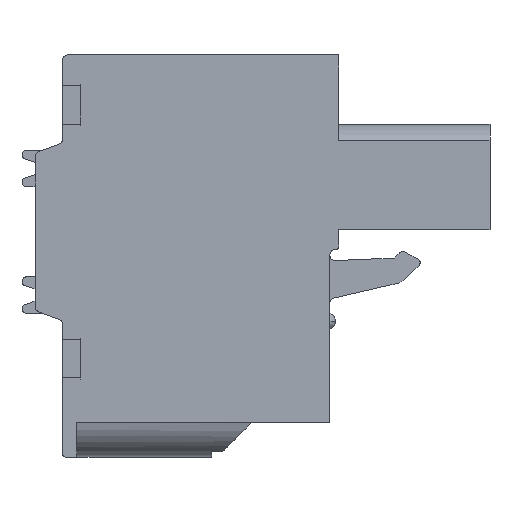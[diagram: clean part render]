
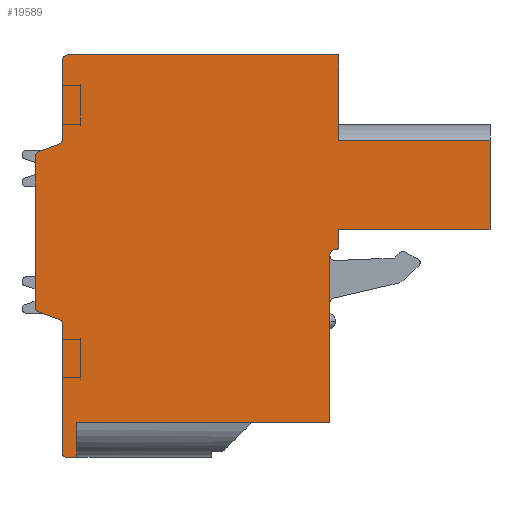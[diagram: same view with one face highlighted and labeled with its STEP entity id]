
A CAD part, front view. The second image highlights one B-rep face of the part: STEP entity #19589.
In plain terms, the highlighted planar face has unit normal (0, -1, 0).
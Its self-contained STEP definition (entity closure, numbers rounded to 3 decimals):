
#1767=DIRECTION('',(0.,0.,1.));
#1768=VECTOR('',#1767,4.7);
#1769=CARTESIAN_POINT('',(4.181,-76.1,6.775));
#1770=LINE('',#1769,#1768);
#1905=DIRECTION('',(-1.,0.,0.));
#1906=VECTOR('',#1905,8.3);
#1907=CARTESIAN_POINT('',(12.481,-76.1,6.775));
#1908=LINE('',#1907,#1906);
#1909=DIRECTION('',(0.,0.,-1.));
#1910=VECTOR('',#1909,4.9);
#1911=CARTESIAN_POINT('',(12.481,-76.1,6.775));
#1912=LINE('',#1911,#1910);
#1913=DIRECTION('',(-1.,0.,0.));
#1914=VECTOR('',#1913,8.3);
#1915=CARTESIAN_POINT('',(12.481,-76.1,1.875));
#1916=LINE('',#1915,#1914);
#1917=DIRECTION('',(0.,0.,-1.));
#1918=VECTOR('',#1917,0.901);
#1919=CARTESIAN_POINT('',(4.181,-76.1,1.875));
#1920=LINE('',#1919,#1918);
#1921=CARTESIAN_POINT('',(3.981,-76.1,0.974));
#1922=DIRECTION('',(0.,1.,0.));
#1923=DIRECTION('',(1.,0.,0.));
#1924=AXIS2_PLACEMENT_3D('',#1921,#1922,#1923);
#1926=CARTESIAN_POINT('',(3.981,-76.1,0.474));
#1927=DIRECTION('',(0.,-1.,0.));
#1928=DIRECTION('',(0.,0.,1.));
#1929=AXIS2_PLACEMENT_3D('',#1926,#1927,#1928);
#1931=DIRECTION('',(-1.,0.,0.));
#1932=VECTOR('',#1931,13.9);
#1933=CARTESIAN_POINT('',(3.681,-76.1,-8.725));
#1934=LINE('',#1933,#1932);
#1935=DIRECTION('',(0.,0.,-1.));
#1936=VECTOR('',#1935,1.9);
#1937=CARTESIAN_POINT('',(-10.219,-76.1,-8.725));
#1938=LINE('',#1937,#1936);
#1939=DIRECTION('',(-1.,0.,0.));
#1940=VECTOR('',#1939,0.6);
#1941=CARTESIAN_POINT('',(-10.219,-76.1,-10.625));
#1942=LINE('',#1941,#1940);
#1943=CARTESIAN_POINT('',(-10.819,-76.1,-10.425));
#1944=DIRECTION('',(0.,1.,0.));
#1945=DIRECTION('',(0.,0.,-1.));
#1946=AXIS2_PLACEMENT_3D('',#1943,#1944,#1945);
#1948=DIRECTION('',(0.,0.,1.));
#1949=VECTOR('',#1948,7.095);
#1950=CARTESIAN_POINT('',(-11.019,-76.1,-10.425));
#1951=LINE('',#1950,#1949);
#1952=CARTESIAN_POINT('',(-11.319,-76.1,-3.33));
#1953=DIRECTION('',(0.,-1.,0.));
#1954=DIRECTION('',(1.,0.,0.));
#1955=AXIS2_PLACEMENT_3D('',#1952,#1953,#1954);
#1957=DIRECTION('',(-0.94,0.,0.342));
#1958=VECTOR('',#1957,1.176);
#1959=CARTESIAN_POINT('',(-11.216,-76.1,-3.048));
#1960=LINE('',#1959,#1958);
#1961=CARTESIAN_POINT('',(-12.219,-76.1,-2.364));
#1962=DIRECTION('',(0.,1.,0.));
#1963=DIRECTION('',(-0.342,0.,-0.94));
#1964=AXIS2_PLACEMENT_3D('',#1961,#1962,#1963);
#1966=DIRECTION('',(0.,0.,1.));
#1967=VECTOR('',#1966,8.238);
#1968=CARTESIAN_POINT('',(-12.519,-76.1,-2.364));
#1969=LINE('',#1968,#1967);
#1970=CARTESIAN_POINT('',(-12.219,-76.1,5.874));
#1971=DIRECTION('',(0.,1.,0.));
#1972=DIRECTION('',(-1.,0.,0.));
#1973=AXIS2_PLACEMENT_3D('',#1970,#1971,#1972);
#1975=DIRECTION('',(0.94,0.,0.342));
#1976=VECTOR('',#1975,1.176);
#1977=CARTESIAN_POINT('',(-12.321,-76.1,6.156));
#1978=LINE('',#1977,#1976);
#1979=CARTESIAN_POINT('',(-11.319,-76.1,6.84));
#1980=DIRECTION('',(0.,-1.,0.));
#1981=DIRECTION('',(0.342,0.,-0.94));
#1982=AXIS2_PLACEMENT_3D('',#1979,#1980,#1981);
#1984=DIRECTION('',(0.,0.,1.));
#1985=VECTOR('',#1984,4.335);
#1986=CARTESIAN_POINT('',(-11.019,-76.1,6.84));
#1987=LINE('',#1986,#1985);
#1988=CARTESIAN_POINT('',(-10.719,-76.1,11.175));
#1989=DIRECTION('',(0.,1.,0.));
#1990=DIRECTION('',(-1.,0.,0.));
#1991=AXIS2_PLACEMENT_3D('',#1988,#1989,#1990);
#1993=DIRECTION('',(1.,0.,0.));
#1994=VECTOR('',#1993,14.9);
#1995=CARTESIAN_POINT('',(-10.719,-76.1,11.475));
#1996=LINE('',#1995,#1994);
#2855=DIRECTION('',(0.,0.,1.));
#2856=VECTOR('',#2855,9.199);
#2857=CARTESIAN_POINT('',(3.681,-76.1,-8.725));
#2858=LINE('',#2857,#2856);
#13949=CARTESIAN_POINT('',(-12.519,-76.1,-2.364));
#13950=CARTESIAN_POINT('',(-12.519,-76.1,5.874));
#13951=VERTEX_POINT('',#13949);
#13952=VERTEX_POINT('',#13950);
#13953=CARTESIAN_POINT('',(-12.321,-76.1,6.156));
#13954=VERTEX_POINT('',#13953);
#13955=CARTESIAN_POINT('',(-11.216,-76.1,6.558));
#13956=VERTEX_POINT('',#13955);
#13957=CARTESIAN_POINT('',(-11.019,-76.1,6.84));
#13958=VERTEX_POINT('',#13957);
#13959=CARTESIAN_POINT('',(-11.019,-76.1,11.175));
#13960=VERTEX_POINT('',#13959);
#13961=CARTESIAN_POINT('',(-10.719,-76.1,11.475));
#13962=VERTEX_POINT('',#13961);
#13963=CARTESIAN_POINT('',(4.181,-76.1,11.475));
#13964=VERTEX_POINT('',#13963);
#13965=CARTESIAN_POINT('',(3.681,-76.1,-8.725));
#13966=CARTESIAN_POINT('',(-10.219,-76.1,-8.725));
#13967=VERTEX_POINT('',#13965);
#13968=VERTEX_POINT('',#13966);
#13969=CARTESIAN_POINT('',(-10.219,-76.1,-10.625));
#13970=VERTEX_POINT('',#13969);
#13971=CARTESIAN_POINT('',(-10.819,-76.1,-10.625));
#13972=VERTEX_POINT('',#13971);
#13973=CARTESIAN_POINT('',(-11.019,-76.1,-10.425));
#13974=VERTEX_POINT('',#13973);
#13975=CARTESIAN_POINT('',(-11.019,-76.1,-3.33));
#13976=VERTEX_POINT('',#13975);
#13977=CARTESIAN_POINT('',(-11.216,-76.1,-3.048));
#13978=VERTEX_POINT('',#13977);
#13979=CARTESIAN_POINT('',(-12.321,-76.1,-2.646));
#13980=VERTEX_POINT('',#13979);
#13991=CARTESIAN_POINT('',(4.181,-76.1,0.974));
#13992=CARTESIAN_POINT('',(3.981,-76.1,0.774));
#13993=VERTEX_POINT('',#13991);
#13994=VERTEX_POINT('',#13992);
#13995=CARTESIAN_POINT('',(4.181,-76.1,1.875));
#13996=VERTEX_POINT('',#13995);
#13997=CARTESIAN_POINT('',(3.681,-76.1,0.474));
#13998=VERTEX_POINT('',#13997);
#13999=CARTESIAN_POINT('',(12.481,-76.1,1.875));
#14000=VERTEX_POINT('',#13999);
#15234=CARTESIAN_POINT('',(4.181,-76.1,6.775));
#15236=VERTEX_POINT('',#15234);
#15239=CARTESIAN_POINT('',(12.481,-76.1,6.775));
#15240=VERTEX_POINT('',#15239);
#19539=CARTESIAN_POINT('',(0.,-76.1,0.));
#19540=DIRECTION('',(0.,1.,0.));
#19541=DIRECTION('',(1.,0.,0.));
#19542=AXIS2_PLACEMENT_3D('',#19539,#19540,#19541);
#19543=PLANE('',#19542);
#19544=ORIENTED_EDGE('',*,*,#19462,.F.);
#19545=ORIENTED_EDGE('',*,*,#18403,.T.);
#19547=ORIENTED_EDGE('',*,*,#19546,.T.);
#19549=ORIENTED_EDGE('',*,*,#19548,.T.);
#19551=ORIENTED_EDGE('',*,*,#19550,.T.);
#19553=ORIENTED_EDGE('',*,*,#19552,.T.);
#19555=ORIENTED_EDGE('',*,*,#19554,.F.);
#19557=ORIENTED_EDGE('',*,*,#19556,.T.);
#19559=ORIENTED_EDGE('',*,*,#19558,.T.);
#19561=ORIENTED_EDGE('',*,*,#19560,.T.);
#19563=ORIENTED_EDGE('',*,*,#19562,.T.);
#19565=ORIENTED_EDGE('',*,*,#19564,.T.);
#19567=ORIENTED_EDGE('',*,*,#19566,.T.);
#19569=ORIENTED_EDGE('',*,*,#19568,.T.);
#19571=ORIENTED_EDGE('',*,*,#19570,.T.);
#19573=ORIENTED_EDGE('',*,*,#19572,.T.);
#19575=ORIENTED_EDGE('',*,*,#19574,.T.);
#19577=ORIENTED_EDGE('',*,*,#19576,.T.);
#19579=ORIENTED_EDGE('',*,*,#19578,.T.);
#19581=ORIENTED_EDGE('',*,*,#19580,.T.);
#19583=ORIENTED_EDGE('',*,*,#19582,.T.);
#19585=ORIENTED_EDGE('',*,*,#19584,.T.);
#19586=ORIENTED_EDGE('',*,*,#19476,.F.);
#19587=EDGE_LOOP('',(#19544,#19545,#19547,#19549,#19551,#19553,#19555,#19557,
#19559,#19561,#19563,#19565,#19567,#19569,#19571,#19573,#19575,#19577,#19579,
#19581,#19583,#19585,#19586));
#19588=FACE_OUTER_BOUND('',#19587,.F.);
#19589=ADVANCED_FACE('',(#19588),#19543,.F.);
#1925=CIRCLE('',#1924,0.2);
#1930=CIRCLE('',#1929,0.3);
#1947=CIRCLE('',#1946,0.2);
#1956=CIRCLE('',#1955,0.3);
#1965=CIRCLE('',#1964,0.3);
#1974=CIRCLE('',#1973,0.3);
#1983=CIRCLE('',#1982,0.3);
#1992=CIRCLE('',#1991,0.3);
#18403=EDGE_CURVE('',#15240,#14000,#1912,.T.);
#19462=EDGE_CURVE('',#15240,#15236,#1908,.T.);
#19476=EDGE_CURVE('',#15236,#13964,#1770,.T.);
#19546=EDGE_CURVE('',#14000,#13996,#1916,.T.);
#19548=EDGE_CURVE('',#13996,#13993,#1920,.T.);
#19550=EDGE_CURVE('',#13993,#13994,#1925,.T.);
#19552=EDGE_CURVE('',#13994,#13998,#1930,.T.);
#19554=EDGE_CURVE('',#13967,#13998,#2858,.T.);
#19556=EDGE_CURVE('',#13967,#13968,#1934,.T.);
#19558=EDGE_CURVE('',#13968,#13970,#1938,.T.);
#19560=EDGE_CURVE('',#13970,#13972,#1942,.T.);
#19562=EDGE_CURVE('',#13972,#13974,#1947,.T.);
#19564=EDGE_CURVE('',#13974,#13976,#1951,.T.);
#19566=EDGE_CURVE('',#13976,#13978,#1956,.T.);
#19568=EDGE_CURVE('',#13978,#13980,#1960,.T.);
#19570=EDGE_CURVE('',#13980,#13951,#1965,.T.);
#19572=EDGE_CURVE('',#13951,#13952,#1969,.T.);
#19574=EDGE_CURVE('',#13952,#13954,#1974,.T.);
#19576=EDGE_CURVE('',#13954,#13956,#1978,.T.);
#19578=EDGE_CURVE('',#13956,#13958,#1983,.T.);
#19580=EDGE_CURVE('',#13958,#13960,#1987,.T.);
#19582=EDGE_CURVE('',#13960,#13962,#1992,.T.);
#19584=EDGE_CURVE('',#13962,#13964,#1996,.T.);
